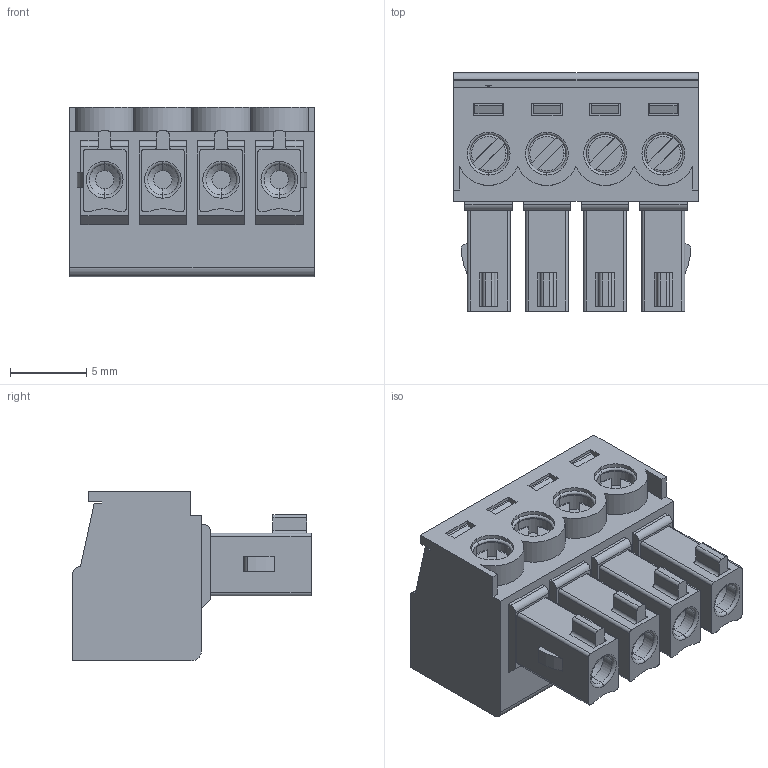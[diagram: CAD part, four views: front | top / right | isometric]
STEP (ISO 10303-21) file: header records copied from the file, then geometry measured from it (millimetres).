
FILE_DESCRIPTION (( 'STEP AP214' ), '1' );
FILE_NAME ('15EDGK-3.81-04P-14-00AH.STEP', '2021-02-02T04:53:30', ( '' ), ( '' ), 'SwSTEP 2.0', 'SolidWorks 2020', '' );
FILE_SCHEMA (( 'AUTOMOTIVE_DESIGN' ));
Length unit declared in the file: millimetre
Products named in the file (1): 15EDGK-3.81-04P-14-00AH
Bounding box: 16.03 x 15.6 x 11.1 mm (x, y, z)
Volume: 1454.1 mm3; surface area: 1850.3 mm2
Topology: 1 solids, 1 shells, 698 faces, 1807 edges, 1190 vertices
Faces by surface type: plane 423, bspline 125, cylinder 98, torus 36, cone 16
Entity records: 31476 total; most frequent: CARTESIAN_POINT 11053, ORIENTED_EDGE 3614, DIRECTION 2941, EDGE_CURVE 1807, VECTOR 1225, LINE 1225, VERTEX_POINT 1190, AXIS2_PLACEMENT_3D 858
